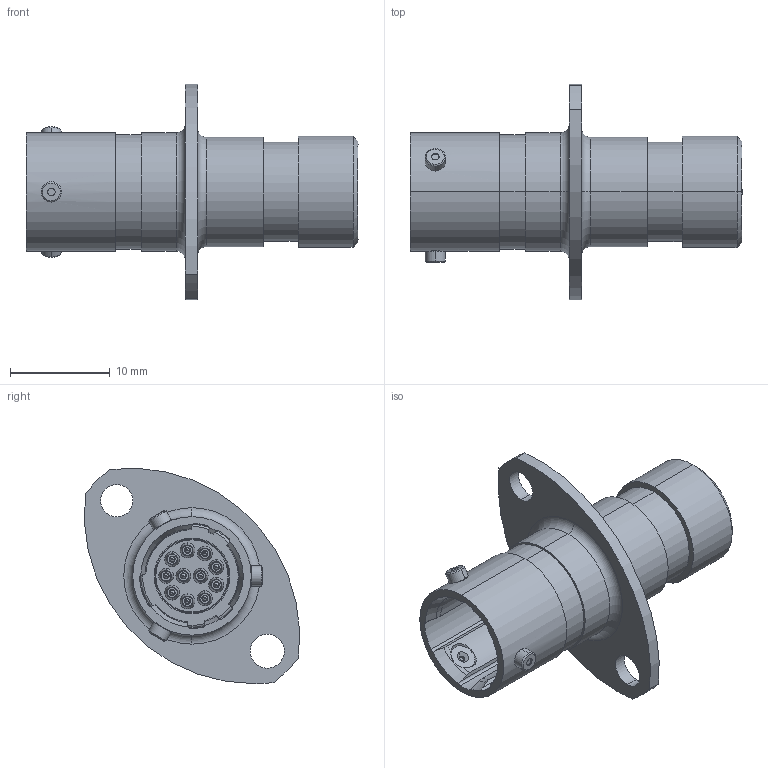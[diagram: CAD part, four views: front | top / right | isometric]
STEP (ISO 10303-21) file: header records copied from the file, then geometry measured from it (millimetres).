
FILE_DESCRIPTION (( 'STEP AP214' ), '1' );
FILE_NAME ('ASDD008-11PA.STEP', '2016-08-31T08:37:27', ( '' ), ( '' ), 'SwSTEP 2.0', 'SolidWorks 2014', '' );
FILE_SCHEMA (( 'AUTOMOTIVE_DESIGN' ));
Length unit declared in the file: millimetre
Products named in the file (1): ASDD008-11PA
Bounding box: 33.31 x 21.59 x 21.61 mm (x, y, z)
Volume: 2318.4 mm3; surface area: 3341.3 mm2
Topology: 4 solids, 18 shells, 701 faces, 1530 edges, 920 vertices
Faces by surface type: cylinder 249, torus 161, cone 136, plane 125, sphere 30
Entity records: 26846 total; most frequent: DIRECTION 3846, CARTESIAN_POINT 3526, ORIENTED_EDGE 2948, AXIS2_PLACEMENT_3D 1723, EDGE_CURVE 1474, CIRCLE 1021, VERTEX_POINT 894, EDGE_LOOP 820
